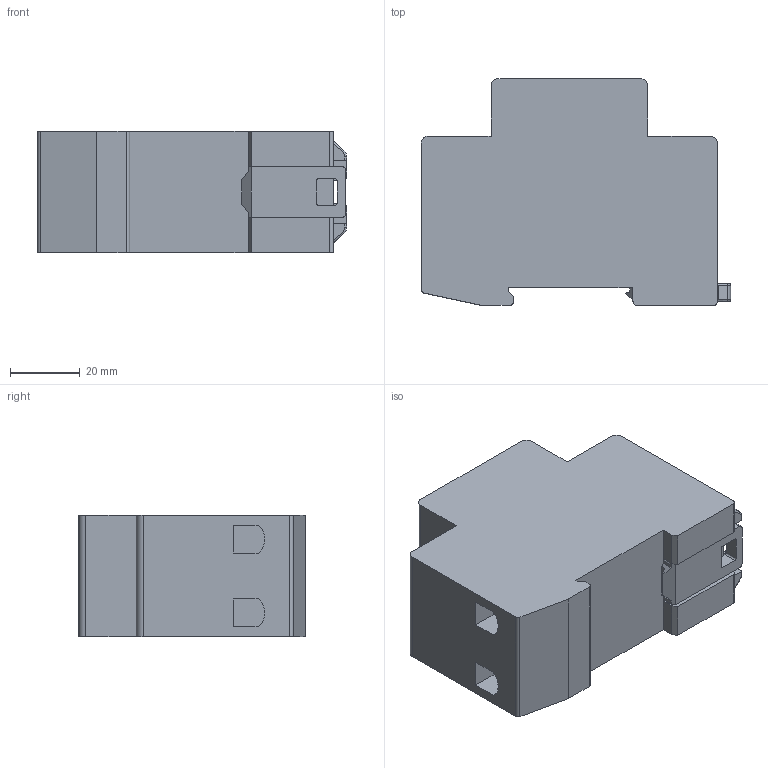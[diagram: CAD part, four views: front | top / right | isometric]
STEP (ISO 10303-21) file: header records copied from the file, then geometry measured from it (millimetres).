
FILE_DESCRIPTION (( 'STEP AP203' ), '1' );
FILE_NAME ('R40_63S-20.STEP', '2021-06-23T06:46:41', ( '' ), ( '' ), 'SwSTEP 2.0', 'SolidWorks 2019', '' );
FILE_SCHEMA (( 'CONFIG_CONTROL_DESIGN' ));
Length unit declared in the file: millimetre
Products named in the file (1): R40_63S-20
Bounding box: 88.8 x 65 x 35 mm (x, y, z)
Volume: 156224.2 mm3; surface area: 24141.8 mm2
Topology: 1 solids, 1 shells, 150 faces, 387 edges, 250 vertices
Faces by surface type: plane 84, cylinder 56, torus 10
Entity records: 4644 total; most frequent: CARTESIAN_POINT 824, DIRECTION 797, ORIENTED_EDGE 774, EDGE_CURVE 387, AXIS2_PLACEMENT_3D 271, VECTOR 255, LINE 255, VERTEX_POINT 250
